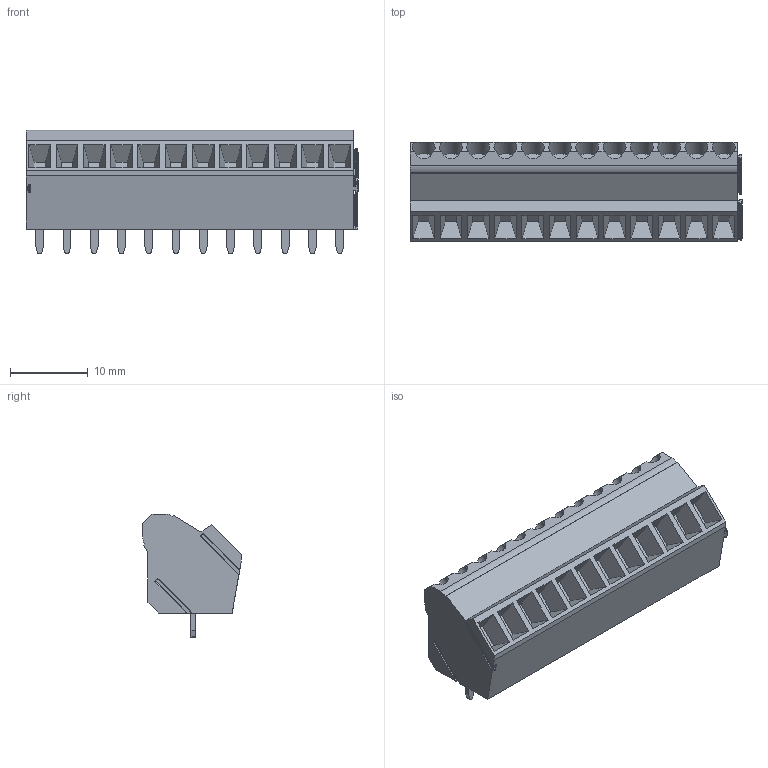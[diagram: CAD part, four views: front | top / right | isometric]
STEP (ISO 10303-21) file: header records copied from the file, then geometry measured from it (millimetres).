
FILE_DESCRIPTION(('CATIA V5 STEP Exchange','CAx-IF Rec.Pracs.--- Model Styling and Organization---1.2---2011-12-15'),'2;1');
FILE_NAME ('D1457408_0_1845300000_1845300000.stp','2018-09-06T17:07:23+00:00',('none'),('Weidmueller'),'CATIA Version 5-6 Release 2014','CATIA V5 STEP AP214','none');
FILE_SCHEMA(('AUTOMOTIVE_DESIGN { 1 0 10303 214 1 1 1 1 }'));
Length unit declared in the file: millimetre
Products named in the file (1): 1845300000
Bounding box: 42.6 x 12.7 x 15.9 mm (x, y, z)
Volume: 5047.8 mm3; surface area: 2842 mm2
Topology: 13 solids, 13 shells, 278 faces, 720 edges, 480 vertices
Faces by surface type: plane 208, cylinder 70
Entity records: 8384 total; most frequent: CARTESIAN_POINT 2186, ORIENTED_EDGE 1440, DIRECTION 954, EDGE_CURVE 720, VECTOR 484, LINE 484, VERTEX_POINT 480, AXIS2_PLACEMENT_3D 302
